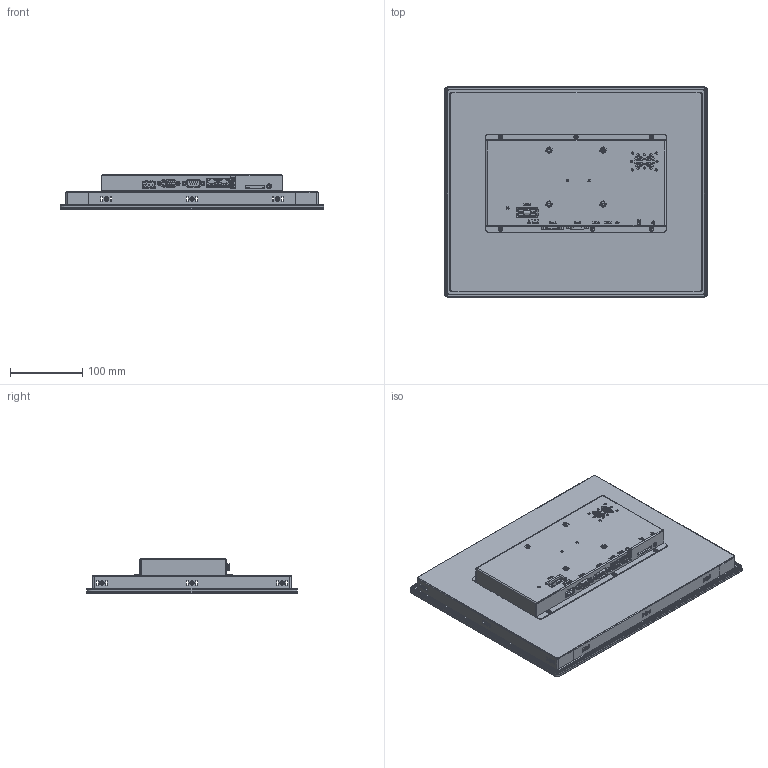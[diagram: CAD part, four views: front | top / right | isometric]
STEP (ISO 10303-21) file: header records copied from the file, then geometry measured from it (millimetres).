
FILE_DESCRIPTION (( 'STEP AP214' ), '1' );
FILE_NAME ('cMT2158X.STEP', '2023-10-17T06:18:07', ( '' ), ( '' ), 'SwSTEP 2.0', 'SolidWorks 2019', '' );
FILE_SCHEMA (( 'AUTOMOTIVE_DESIGN' ));
Length unit declared in the file: millimetre
Products named in the file (1): cMT2158X
Bounding box: 366 x 293 x 48.18 mm (x, y, z)
Surface area: 543200.3 mm2 (no closed solid volume)
Topology: 0 solids, 112 shells, 1011 faces, 4755 edges, 3820 vertices
Faces by surface type: plane 547, cylinder 316, cone 77, torus 35, sphere 20, bspline 16
Entity records: 66287 total; most frequent: CARTESIAN_POINT 17436, DIRECTION 7593, ORIENTED_EDGE 6679, EDGE_CURVE 4721, VERTEX_POINT 3804, VECTOR 3079, LINE 3079, AXIS2_PLACEMENT_3D 2257
